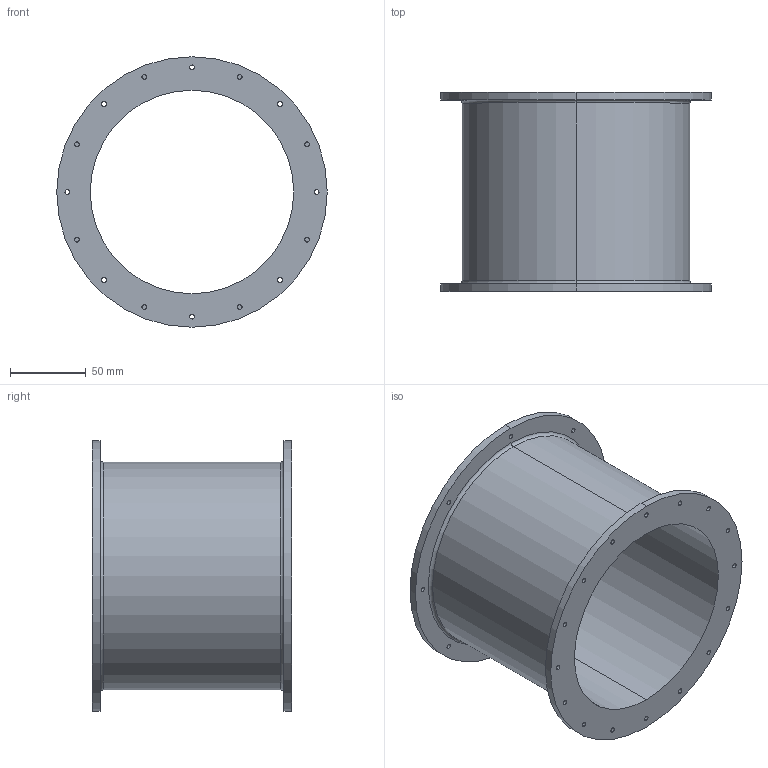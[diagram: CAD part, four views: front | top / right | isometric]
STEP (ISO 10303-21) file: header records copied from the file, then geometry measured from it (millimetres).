
FILE_DESCRIPTION (( 'STEP AP203' ), '1' );
FILE_NAME ('Gen1_filterbasket(circle)_top.STEP', '2024-10-14T10:30:10', ( '' ), ( '' ), 'SwSTEP 2.0', 'SolidWorks 2024', '' );
FILE_SCHEMA (( 'CONFIG_CONTROL_DESIGN' ));
Length unit declared in the file: millimetre
Products named in the file (1): Gen1_filterbasket(circle)_top
Bounding box: 178 x 131 x 178 mm (x, y, z)
Volume: 539135.2 mm3; surface area: 153404.8 mm2
Topology: 1 solids, 1 shells, 66 faces, 180 edges, 118 vertices
Faces by surface type: cylinder 56, torus 6, plane 4
Entity records: 2337 total; most frequent: DIRECTION 438, CARTESIAN_POINT 365, ORIENTED_EDGE 360, AXIS2_PLACEMENT_3D 191, EDGE_CURVE 180, CIRCLE 124, EDGE_LOOP 118, VERTEX_POINT 118
